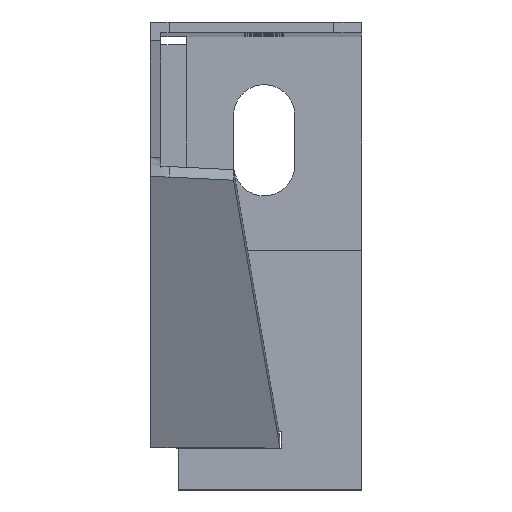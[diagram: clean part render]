
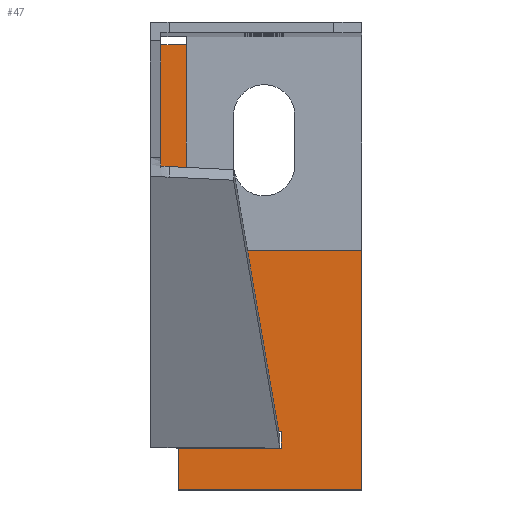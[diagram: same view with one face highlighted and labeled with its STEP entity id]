
A CAD part, top view. The second image highlights one B-rep face of the part: STEP entity #47.
In plain terms, the highlighted face is planar.
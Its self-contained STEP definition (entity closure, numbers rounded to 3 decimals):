
#47 = ADVANCED_FACE ( 'NONE', ( #1633, #2748, #3006 ), #2188, .F. ) ;
#73 = DIRECTION ( 'NONE',  ( 0., 1., 0. ) ) ;
#81 = AXIS2_PLACEMENT_3D ( 'NONE', #2990, #2171, #2471 ) ;
#90 = VECTOR ( 'NONE', #2467, 1000. ) ;
#93 = DIRECTION ( 'NONE',  ( 0., 0., -1. ) ) ;
#104 = LINE ( 'NONE', #2234, #2324 ) ;
#118 = LINE ( 'NONE', #1129, #2708 ) ;
#124 = DIRECTION ( 'NONE',  ( 0., 0., 1. ) ) ;
#135 = ORIENTED_EDGE ( 'NONE', *, *, #939, .T. ) ;
#142 = VECTOR ( 'NONE', #2185, 1000. ) ;
#169 = LINE ( 'NONE', #978, #656 ) ;
#180 = VERTEX_POINT ( 'NONE', #1225 ) ;
#193 = VECTOR ( 'NONE', #3409, 1000. ) ;
#201 = DIRECTION ( 'NONE',  ( 0., 0., -1. ) ) ;
#225 = EDGE_CURVE ( 'NONE', #1026, #2164, #118, .T. ) ;
#248 = CARTESIAN_POINT ( 'NONE',  ( 2.98, 79.9, 18.647 ) ) ;
#256 = VERTEX_POINT ( 'NONE', #3272 ) ;
#294 = VERTEX_POINT ( 'NONE', #613 ) ;
#297 = CARTESIAN_POINT ( 'NONE',  ( 2.98, 70.9, 12.647 ) ) ;
#352 = LINE ( 'NONE', #2463, #2540 ) ;
#431 = VECTOR ( 'NONE', #124, 1000. ) ;
#471 = ORIENTED_EDGE ( 'NONE', *, *, #2398, .T. ) ;
#519 = EDGE_CURVE ( 'NONE', #2755, #180, #2784, .T. ) ;
#530 = VECTOR ( 'NONE', #93, 1000. ) ;
#541 = VECTOR ( 'NONE', #1912, 1000. ) ;
#584 = CARTESIAN_POINT ( 'NONE',  ( 2.98, 23.4, -2.933 ) ) ;
#613 = CARTESIAN_POINT ( 'NONE',  ( 2.98, 92.4, 1.5 ) ) ;
#630 = VERTEX_POINT ( 'NONE', #2868 ) ;
#656 = VECTOR ( 'NONE', #1793, 1000. ) ;
#724 = DIRECTION ( 'NONE',  ( -1., 0., 0. ) ) ;
#757 = VECTOR ( 'NONE', #1119, 1000. ) ;
#788 = CARTESIAN_POINT ( 'NONE',  ( 2.98, 22.9, 21.647 ) ) ;
#789 = ORIENTED_EDGE ( 'NONE', *, *, #2119, .F. ) ;
#816 = VECTOR ( 'NONE', #2872, 1000. ) ;
#822 = VECTOR ( 'NONE', #201, 1000. ) ;
#859 = ORIENTED_EDGE ( 'NONE', *, *, #1491, .F. ) ;
#862 = VERTEX_POINT ( 'NONE', #1940 ) ;
#863 = ORIENTED_EDGE ( 'NONE', *, *, #519, .F. ) ;
#887 = CARTESIAN_POINT ( 'NONE',  ( 2.98, 23.4, 3.147 ) ) ;
#902 = ORIENTED_EDGE ( 'NONE', *, *, #2063, .T. ) ;
#928 = ORIENTED_EDGE ( 'NONE', *, *, #2290, .F. ) ;
#939 = EDGE_CURVE ( 'NONE', #2212, #1026, #352, .T. ) ;
#978 = CARTESIAN_POINT ( 'NONE',  ( 2.98, 79.9, 24.647 ) ) ;
#981 = EDGE_CURVE ( 'NONE', #1189, #2846, #2653, .T. ) ;
#1026 = VERTEX_POINT ( 'NONE', #2912 ) ;
#1049 = VERTEX_POINT ( 'NONE', #2081 ) ;
#1051 = CARTESIAN_POINT ( 'NONE',  ( 2.98, 70.9, 24.647 ) ) ;
#1064 = ORIENTED_EDGE ( 'NONE', *, *, #1559, .T. ) ;
#1084 = AXIS2_PLACEMENT_3D ( 'NONE', #1973, #3352, #3076 ) ;
#1091 = CIRCLE ( 'NONE', #1868, 6. ) ;
#1119 = DIRECTION ( 'NONE',  ( 0., 0., -1. ) ) ;
#1122 = CARTESIAN_POINT ( 'NONE',  ( 2.98, 19.9, 9.647 ) ) ;
#1129 = CARTESIAN_POINT ( 'NONE',  ( 2.98, 12.4, 36.147 ) ) ;
#1143 = CARTESIAN_POINT ( 'NONE',  ( 2.98, 12.4, 36.147 ) ) ;
#1146 = EDGE_CURVE ( 'NONE', #2582, #630, #1691, .T. ) ;
#1173 = ORIENTED_EDGE ( 'NONE', *, *, #1146, .F. ) ;
#1186 = EDGE_CURVE ( 'NONE', #180, #2637, #1425, .T. ) ;
#1189 = VERTEX_POINT ( 'NONE', #297 ) ;
#1225 = CARTESIAN_POINT ( 'NONE',  ( 2.98, 23.4, 0. ) ) ;
#1360 = ORIENTED_EDGE ( 'NONE', *, *, #2515, .F. ) ;
#1403 = LINE ( 'NONE', #887, #431 ) ;
#1419 = DIRECTION ( 'NONE',  ( 0., -1., 0. ) ) ;
#1425 = LINE ( 'NONE', #2469, #1712 ) ;
#1491 = EDGE_CURVE ( 'NONE', #630, #1807, #2642, .T. ) ;
#1559 = EDGE_CURVE ( 'NONE', #2755, #2212, #1403, .T. ) ;
#1633 = FACE_OUTER_BOUND ( 'NONE', #3073, .T. ) ;
#1651 = EDGE_CURVE ( 'NONE', #294, #2637, #2533, .T. ) ;
#1658 = VERTEX_POINT ( 'NONE', #2181 ) ;
#1691 = LINE ( 'NONE', #1122, #142 ) ;
#1712 = VECTOR ( 'NONE', #73, 1000. ) ;
#1788 = CARTESIAN_POINT ( 'NONE',  ( 2.98, 92.4, -3.853 ) ) ;
#1793 = DIRECTION ( 'NONE',  ( 0., 1., 0. ) ) ;
#1807 = VERTEX_POINT ( 'NONE', #788 ) ;
#1868 = AXIS2_PLACEMENT_3D ( 'NONE', #248, #724, #2054 ) ;
#1912 = DIRECTION ( 'NONE',  ( 0., -1., 0. ) ) ;
#1934 = DIRECTION ( 'NONE',  ( 0., 0., 1. ) ) ;
#1940 = CARTESIAN_POINT ( 'NONE',  ( 2.98, 92.4, 36.147 ) ) ;
#1973 = CARTESIAN_POINT ( 'NONE',  ( 2.98, 70.9, 18.647 ) ) ;
#2042 = ORIENTED_EDGE ( 'NONE', *, *, #225, .T. ) ;
#2054 = DIRECTION ( 'NONE',  ( 0., 0., 1. ) ) ;
#2056 = EDGE_CURVE ( 'NONE', #1049, #1658, #1091, .T. ) ;
#2063 = EDGE_CURVE ( 'NONE', #862, #294, #3458, .T. ) ;
#2081 = CARTESIAN_POINT ( 'NONE',  ( 2.98, 79.9, 24.647 ) ) ;
#2119 = EDGE_CURVE ( 'NONE', #1658, #1189, #3477, .T. ) ;
#2134 = CARTESIAN_POINT ( 'NONE',  ( 2.98, 23.4, 3.147 ) ) ;
#2143 = ORIENTED_EDGE ( 'NONE', *, *, #981, .F. ) ;
#2145 = EDGE_LOOP ( 'NONE', ( #859, #1173, #928, #2767 ) ) ;
#2164 = VERTEX_POINT ( 'NONE', #1143 ) ;
#2171 = DIRECTION ( 'NONE',  ( 1., 0., 0. ) ) ;
#2174 = ORIENTED_EDGE ( 'NONE', *, *, #1186, .F. ) ;
#2181 = CARTESIAN_POINT ( 'NONE',  ( 2.98, 79.9, 12.647 ) ) ;
#2185 = DIRECTION ( 'NONE',  ( 0., 0., 1. ) ) ;
#2188 = PLANE ( 'NONE',  #81 ) ;
#2212 = VERTEX_POINT ( 'NONE', #2134 ) ;
#2222 = CARTESIAN_POINT ( 'NONE',  ( 2.98, 92.4, 1.5 ) ) ;
#2234 = CARTESIAN_POINT ( 'NONE',  ( 2.98, 92.4, 36.147 ) ) ;
#2285 = LINE ( 'NONE', #3381, #822 ) ;
#2290 = EDGE_CURVE ( 'NONE', #256, #2582, #2480, .T. ) ;
#2324 = VECTOR ( 'NONE', #3017, 1000. ) ;
#2392 = ORIENTED_EDGE ( 'NONE', *, *, #1651, .T. ) ;
#2398 = EDGE_CURVE ( 'NONE', #2164, #862, #104, .T. ) ;
#2403 = CARTESIAN_POINT ( 'NONE',  ( 2.98, 19.9, 9.647 ) ) ;
#2463 = CARTESIAN_POINT ( 'NONE',  ( 2.98, 12.4, 3.147 ) ) ;
#2467 = DIRECTION ( 'NONE',  ( 0., 1., 0. ) ) ;
#2469 = CARTESIAN_POINT ( 'NONE',  ( 2.98, 0., 0. ) ) ;
#2471 = DIRECTION ( 'NONE',  ( 0., 0., -1. ) ) ;
#2480 = LINE ( 'NONE', #3041, #541 ) ;
#2492 = EDGE_CURVE ( 'NONE', #1807, #256, #2285, .T. ) ;
#2515 = EDGE_CURVE ( 'NONE', #2846, #1049, #169, .T. ) ;
#2533 = LINE ( 'NONE', #2222, #757 ) ;
#2540 = VECTOR ( 'NONE', #1419, 1000. ) ;
#2582 = VERTEX_POINT ( 'NONE', #2403 ) ;
#2627 = CARTESIAN_POINT ( 'NONE',  ( 2.98, 79.9, 12.647 ) ) ;
#2629 = EDGE_LOOP ( 'NONE', ( #2143, #789, #3163, #1360 ) ) ;
#2637 = VERTEX_POINT ( 'NONE', #2650 ) ;
#2642 = LINE ( 'NONE', #2681, #90 ) ;
#2650 = CARTESIAN_POINT ( 'NONE',  ( 2.98, 92.4, 0. ) ) ;
#2653 = CIRCLE ( 'NONE', #1084, 6. ) ;
#2681 = CARTESIAN_POINT ( 'NONE',  ( 2.98, 22.9, 21.647 ) ) ;
#2708 = VECTOR ( 'NONE', #1934, 1000. ) ;
#2748 = FACE_BOUND ( 'NONE', #2629, .T. ) ;
#2755 = VERTEX_POINT ( 'NONE', #3428 ) ;
#2767 = ORIENTED_EDGE ( 'NONE', *, *, #2492, .F. ) ;
#2784 = LINE ( 'NONE', #584, #530 ) ;
#2846 = VERTEX_POINT ( 'NONE', #1051 ) ;
#2868 = CARTESIAN_POINT ( 'NONE',  ( 2.98, 19.9, 21.647 ) ) ;
#2872 = DIRECTION ( 'NONE',  ( 0., 0., -1. ) ) ;
#2912 = CARTESIAN_POINT ( 'NONE',  ( 2.98, 12.4, 3.147 ) ) ;
#2990 = CARTESIAN_POINT ( 'NONE',  ( 2.98, 0., -2.933 ) ) ;
#3006 = FACE_BOUND ( 'NONE', #2145, .T. ) ;
#3017 = DIRECTION ( 'NONE',  ( 0., 1., 0. ) ) ;
#3041 = CARTESIAN_POINT ( 'NONE',  ( 2.98, 22.9, 9.647 ) ) ;
#3073 = EDGE_LOOP ( 'NONE', ( #902, #2392, #2174, #863, #1064, #135, #2042, #471 ) ) ;
#3076 = DIRECTION ( 'NONE',  ( 0., 0., 1. ) ) ;
#3163 = ORIENTED_EDGE ( 'NONE', *, *, #2056, .F. ) ;
#3272 = CARTESIAN_POINT ( 'NONE',  ( 2.98, 22.9, 9.647 ) ) ;
#3352 = DIRECTION ( 'NONE',  ( -1., 0., 0. ) ) ;
#3381 = CARTESIAN_POINT ( 'NONE',  ( 2.98, 22.9, 9.647 ) ) ;
#3409 = DIRECTION ( 'NONE',  ( 0., -1., 0. ) ) ;
#3428 = CARTESIAN_POINT ( 'NONE',  ( 2.98, 23.4, 1.5 ) ) ;
#3458 = LINE ( 'NONE', #1788, #816 ) ;
#3477 = LINE ( 'NONE', #2627, #193 ) ;
